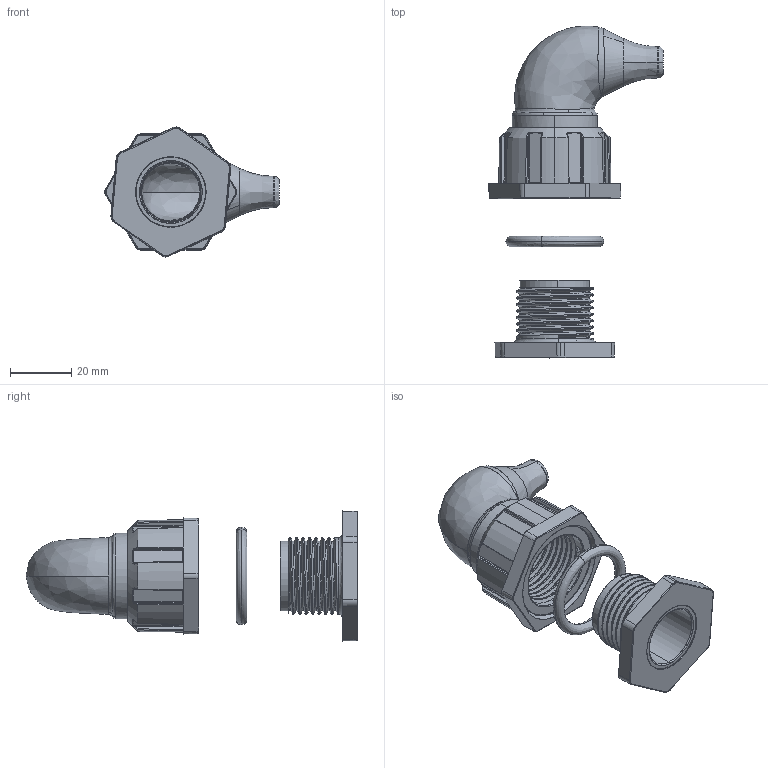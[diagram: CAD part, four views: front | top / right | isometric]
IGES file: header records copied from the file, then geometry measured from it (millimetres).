
Start section: SolidWorks IGES file using analytic representation for surfaces
Global section: file name: 2-NUS-1R.IGS; native system: SolidWorks 2020; preprocessor: SolidWorks 2020; author: office; date: 210601.130733; units: inch
Bounding box: 57.24 x 108.78 x 42.61 mm (x, y, z)
Surface area: 21829.3 mm2 (no closed solid volume)
Topology: 0 solids, 0 shells, 324 faces, 5411 edges, 5387 vertices
Faces by surface type: revolution 164, bspline 160
